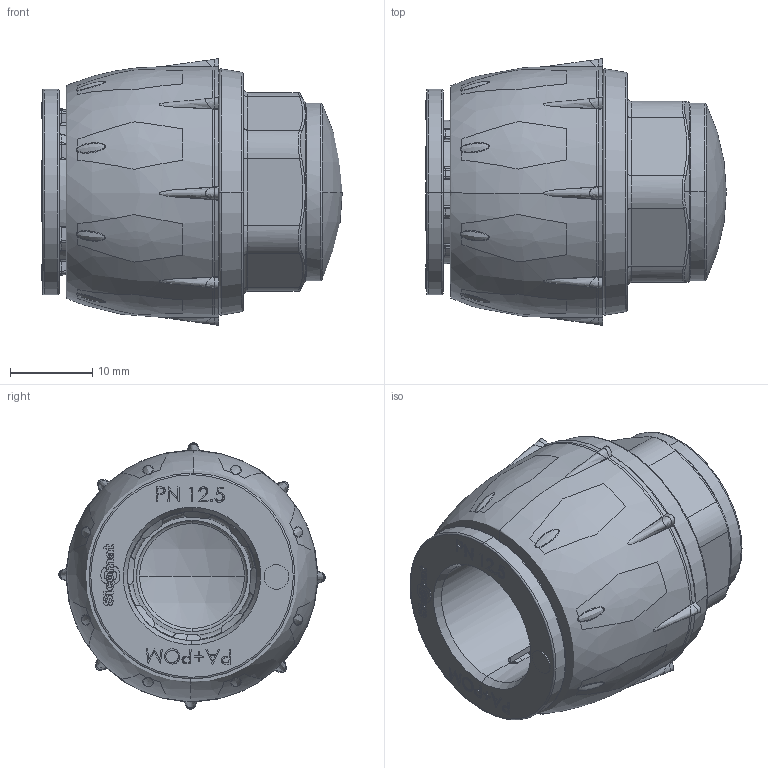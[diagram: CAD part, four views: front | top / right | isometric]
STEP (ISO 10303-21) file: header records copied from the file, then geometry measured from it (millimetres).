
FILE_DESCRIPTION (( 'STEP AP214' ), '1' );
FILE_NAME ('R221.015.000.STEP', '2019-10-24T13:41:45', ( '' ), ( '' ), 'SwSTEP 2.0', 'SolidWorks 2018', '' );
FILE_SCHEMA (( 'AUTOMOTIVE_DESIGN' ));
Length unit declared in the file: millimetre
Products named in the file (7): OR_14.5x3; R209.015.003; R221.015.000; R209.015.002; R221.015.000-L; R216.015.000; R209.015.001
Assembly tree (6 placements, depth 2):
  R221.015.000
    R221.015.000-L
    OR_14.5x3
    R209.015.001
    R209.015.002
    R216.015.000
    R209.015.003
Bounding box: 36.5 x 32.37 x 32.37 mm (x, y, z)
Volume: 12232.6 mm3; surface area: 13085 mm2
Topology: 6 solids, 6 shells, 987 faces, 2647 edges, 1699 vertices
Faces by surface type: bspline 383, plane 266, cylinder 157, torus 103, cone 66, sphere 12
Entity records: 54905 total; most frequent: CARTESIAN_POINT 33527, ORIENTED_EDGE 5246, DIRECTION 3101, EDGE_CURVE 2623, VERTEX_POINT 1699, B_SPLINE_CURVE_WITH_KNOTS 1276, AXIS2_PLACEMENT_3D 1160, EDGE_LOOP 1048
